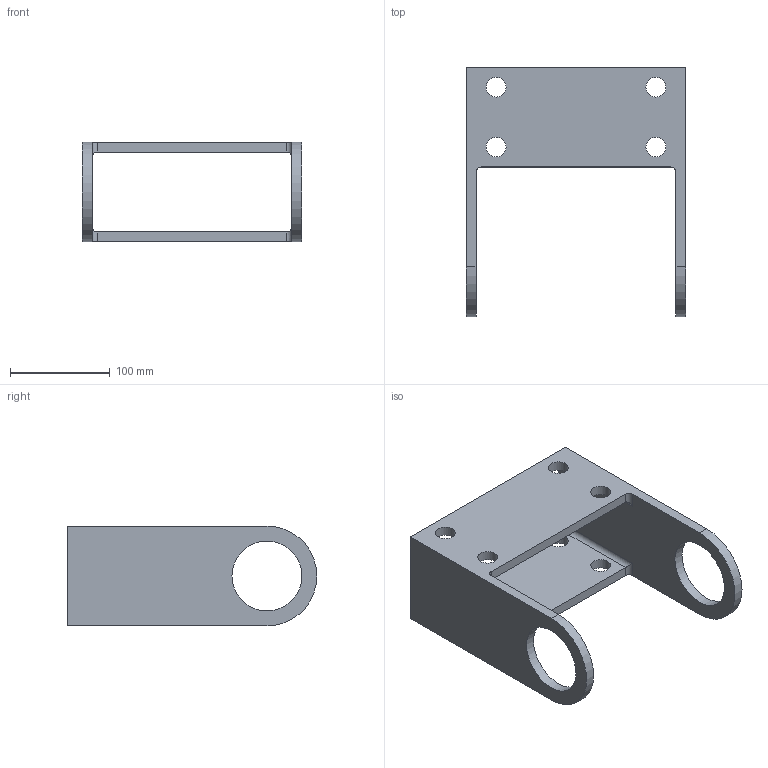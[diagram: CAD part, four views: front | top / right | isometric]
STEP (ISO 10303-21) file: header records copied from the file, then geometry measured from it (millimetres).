
FILE_DESCRIPTION(/* description */ (''),/* implementation_level */ '2;1');
FILE_NAME(/* name */ 'model.step',/* time_stamp */ '2022-10-16T16:44:21+08:00',/* author */ (''),/* organization */ (''),/* preprocessor_version */ 'ST-DEVELOPER v19',/* originating_system */ 'Autodesk Translation Framework v11.7.0.108',/* authorisation */ '');
FILE_SCHEMA (('AUTOMOTIVE_DESIGN { 1 0 10303 214 3 1 1 }'));
Length unit declared in the file: millimetre
Products named in the file (1): _model.cd2dc9dd-3021-42d3-8086-333f219ce785
Bounding box: 220 x 250 x 100 mm (x, y, z)
Volume: 778846.6 mm3; surface area: 180966.8 mm2
Topology: 1 solids, 1 shells, 31 faces, 90 edges, 60 vertices
Faces by surface type: cylinder 20, plane 11
Full cylindrical faces by diameter (mm): 20 x8, 70 x2
Entity records: 1126 total; most frequent: DIRECTION 192, CARTESIAN_POINT 182, ORIENTED_EDGE 180, EDGE_CURVE 90, AXIS2_PLACEMENT_3D 70, VERTEX_POINT 60, EDGE_LOOP 52, LINE 52
